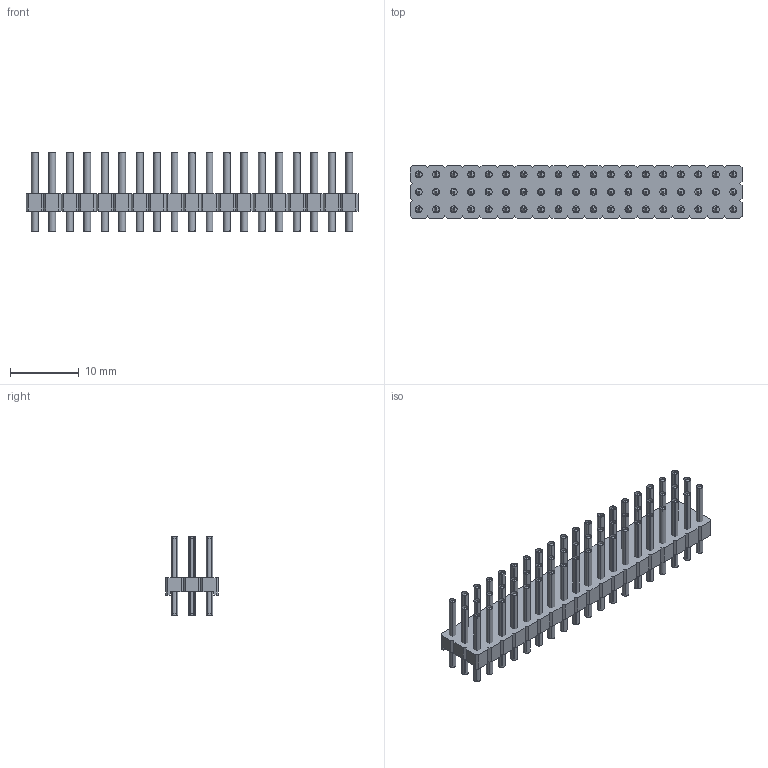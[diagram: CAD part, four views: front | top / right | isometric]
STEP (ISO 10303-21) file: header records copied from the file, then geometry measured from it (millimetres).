
FILE_DESCRIPTION(/* description */ ('-'),/* implementation_level */ '2;1');
FILE_NAME(/* name */ 'Stiftleiste, RM 2,54 mm - 6-3 mm, gerade - 3 x 19 - schwarz',/* time_stamp */ '2022-04-18T17:47:58+02:00',/* author */ ('c.wilms'),/* organization */ ('-'),/* preprocessor_version */ 'ST-DEVELOPER v16.7',/* originating_system */ 'Solid Edge',/* authorisation */ 'Unknown');
FILE_SCHEMA (('AUTOMOTIVE_DESIGN {1 0 10303 214 3 1 1}'));
Length unit declared in the file: millimetre
Products named in the file (3): Stiftleiste, RM 2,54 mm - 6-3 mm, gerade - 3 x 19 - schwarz; Stiftleiste, RM 2,54 mm - Stift -  6-3 mm, gerade; Stiftleiste, RM 2,54 mm - Träger - 3 x 19 - schwarz
Assembly tree (58 placements, depth 2):
  Stiftleiste, RM 2,54 mm - 6-3 mm, gerade - 3 x 19 - schwarz
    Stiftleiste, RM 2,54 mm - Stift -  6-3 mm, gerade  x57
    Stiftleiste, RM 2,54 mm - Träger - 3 x 19 - schwarz
Bounding box: 48.26 x 7.62 x 11.54 mm (x, y, z)
Volume: 984.3 mm3; surface area: 5006.9 mm2
Topology: 58 solids, 115 shells, 1673 faces, 4671 edges, 3114 vertices
Faces by surface type: plane 1160, cylinder 513
Full cylindrical faces by diameter (mm): 1 x57
Entity records: 21240 total; most frequent: CARTESIAN_POINT 3692, ORIENTED_EDGE 3626, DIRECTION 3624, EDGE_CURVE 1814, LINE 1340, VECTOR 1340, VERTEX_POINT 1210, AXIS2_PLACEMENT_3D 1142
